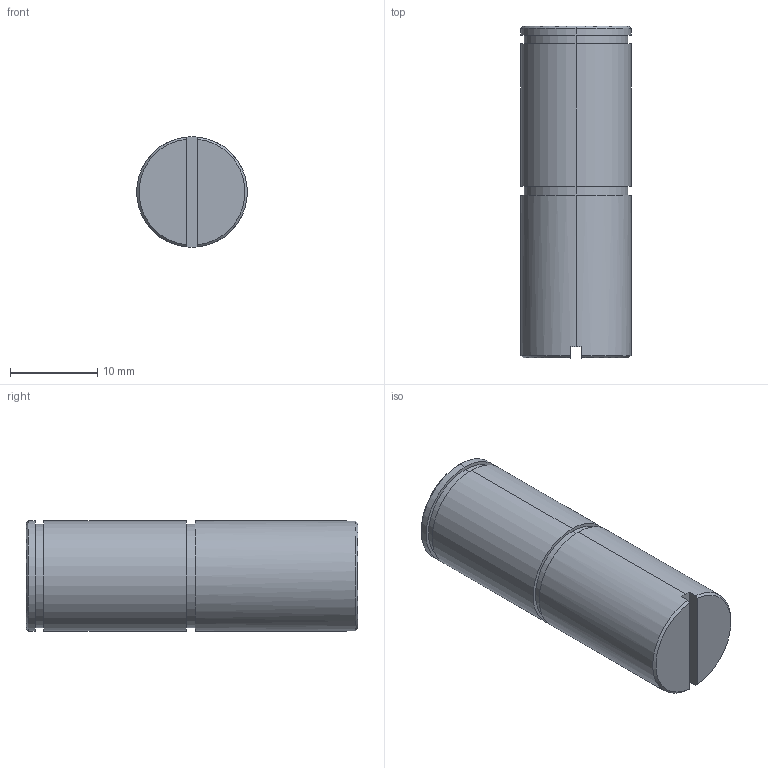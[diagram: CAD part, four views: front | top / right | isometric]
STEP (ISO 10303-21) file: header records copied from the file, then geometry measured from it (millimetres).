
FILE_DESCRIPTION (( 'STEP AP203' ), '1' );
FILE_NAME ('634102.STEP', '2014-07-23T15:06:27', ( 'Kyle' ), ( 'Microsoft' ), 'SwSTEP 2.0', 'SolidWorks 2014', '' );
FILE_SCHEMA (( 'CONFIG_CONTROL_DESIGN' ));
Length unit declared in the file: inch
Products named in the file (1): 634102
Bounding box: 12.69 x 38.1 x 12.69 mm (x, y, z)
Volume: 4528.7 mm3; surface area: 2005.8 mm2
Topology: 1 solids, 1 shells, 29 faces, 62 edges, 40 vertices
Faces by surface type: cylinder 12, plane 11, cone 6
Entity records: 881 total; most frequent: DIRECTION 152, CARTESIAN_POINT 144, ORIENTED_EDGE 124, AXIS2_PLACEMENT_3D 64, EDGE_CURVE 62, VERTEX_POINT 40, EDGE_LOOP 34, CIRCLE 34
